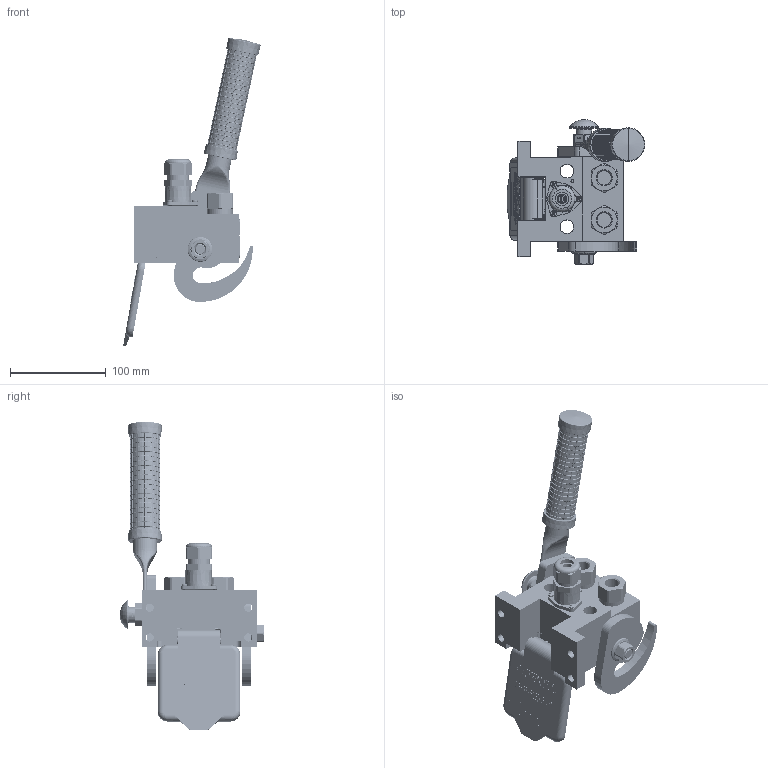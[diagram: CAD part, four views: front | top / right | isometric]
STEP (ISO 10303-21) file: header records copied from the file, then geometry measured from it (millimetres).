
FILE_DESCRIPTION (( 'STEP AP214' ), '1' );
FILE_NAME ('FASTER.step', '2025-02-04T14:40:18', ( '' ), ( '' ), 'SwSTEP 2.0', 'SolidWorks 2017', '' );
FILE_SCHEMA (( 'AUTOMOTIVE_DESIGN' ));
Length unit declared in the file: millimetre
Products named in the file (36): 4830_025_2000_000; 4830_025_1000_000; 4820_001_0001_004; 4820_024_1001_021; 4820_024_1003_000_ASM; 4241_072_0000_200; 4820_024_1001_020; 4830_001_0005_300; 4830_025_0000_001; et011; 4132_072_0000_300; 2ffnb38_gas_f; CURS_MOLLA_38; corpospel08-3f; 4830_022_0000_011; or2x18; A_2ffnb38_gas_f; 4820_024_1002_011; 4820_020_0000_001; 4850_024_0000_012; 4830_044_0000_000; conn_3p_f; or1_5x7_m; sicura_p5; 4820_024_1003_000; 4132_014_0000_000; 0048_042_0412_000; 4820_024_1001_010; 1540_080_0012_000; P306_F_BASE; 4830_046_0000_000; 4830_070_0000_001; 4820_001_0004_000; FASTER; 4830_001_0005_301
Assembly tree (39 placements, depth 4):
  FASTER
    P306_F_BASE
      4820_020_0000_001
      4820_001_0001_004
      4820_001_0004_000
      4830_001_0005_300
      4830_001_0005_301
      4830_025_1000_000
      4830_022_0000_011
      4830_070_0000_001
    conn_3p_f
      corpospel08-3f
      4830_044_0000_000  x3
      4830_046_0000_000
      4241_072_0000_200
    A_2ffnb38_gas_f  x2
      CURS_MOLLA_38
        4132_072_0000_300
        4132_014_0000_000
      2ffnb38_gas_f
        2ffnb38_gas_f
    4820_024_1003_000
      4820_024_1003_000_ASM
        4820_024_1001_010
        4820_024_1001_021
        4820_024_1002_011
      sicura_p5
        4830_025_0000_001
        or1_5x7_m
        0048_042_0412_000
      4820_024_1001_020
      1540_080_0012_000
      4850_024_0000_012
      4830_025_2000_000
      or2x18  x2
    et011
Bounding box: 143.61 x 151.03 x 321.66 mm (x, y, z)
Volume: 183002 mm3; surface area: 251480 mm2
Topology: 31 solids, 70 shells, 5041 faces, 13542 edges, 8682 vertices
Faces by surface type: plane 2063, cylinder 1777, torus 627, bspline 284, cone 255, sphere 35
Entity records: 213593 total; most frequent: CARTESIAN_POINT 93592, ORIENTED_EDGE 24715, DIRECTION 21308, EDGE_CURVE 12685, VERTEX_POINT 8148, AXIS2_PLACEMENT_3D 7324, VECTOR 6660, LINE 6660
